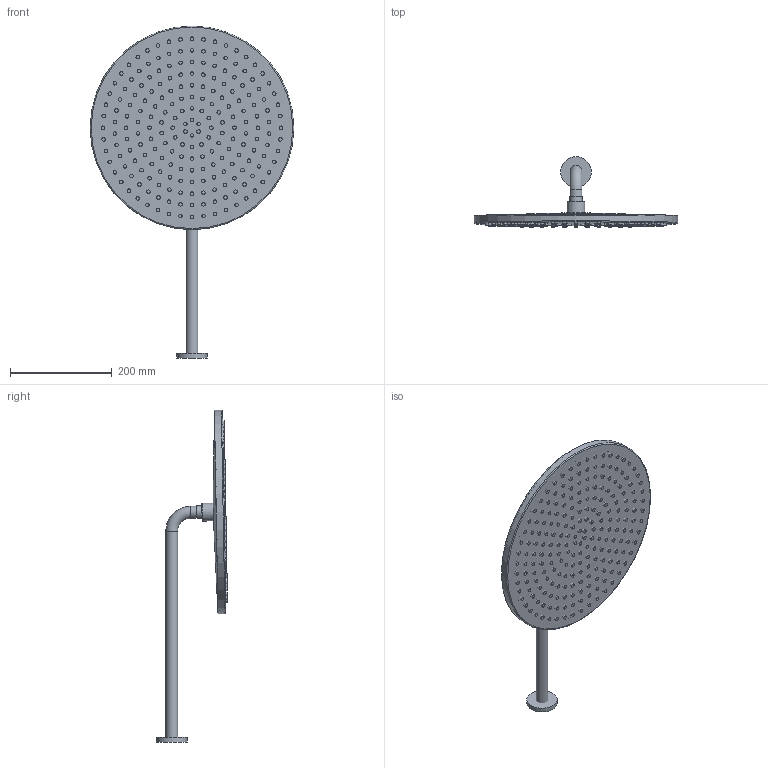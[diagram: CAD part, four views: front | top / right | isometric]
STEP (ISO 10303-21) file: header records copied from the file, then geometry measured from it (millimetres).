
FILE_DESCRIPTION (( 'STEP AP203' ), '1' );
FILE_NAME ('28659970-00.STEP', '2019-07-16T12:30:54', ( '' ), ( '' ), 'SwSTEP 2.0', 'SolidWorks 2017', '' );
FILE_SCHEMA (( 'CONFIG_CONTROL_DESIGN' ));
Length unit declared in the file: millimetre
Products named in the file (8): Planungsmodell_Rosette_rund-+-36.104.820-01_ _K32_60x9; Planungsmodell_Rohr_abgewinkel-+-09.11.06.063.94-01_ _K19_21x410x13x91; Planungsmodell_Rohr_gerade-+-28.568.780-10_ _K95_24,7x45; Planungsmodell_Rohr_gerade-+-28.568.780-10_ _K155_35x31,75; 28659970-00; Planungsmodell_Rohr_gerade-+-28.568.780-10_ _K255_400x15,50; Planungsmodell_Deckel-+-09.11.01.113.90-01_K1; Planungsmodell_Einsatz-+-09.12.01.079.90-01
Assembly tree (7 placements, depth 2):
  28659970-00
    Planungsmodell_Rohr_gerade-+-28.568.780-10_ _K255_400x15,50
    Planungsmodell_Deckel-+-09.11.01.113.90-01_K1
    Planungsmodell_Einsatz-+-09.12.01.079.90-01
    Planungsmodell_Rosette_rund-+-36.104.820-01_ _K32_60x9
    Planungsmodell_Rohr_abgewinkel-+-09.11.06.063.94-01_ _K19_21x410x13x91
    Planungsmodell_Rohr_gerade-+-28.568.780-10_ _K95_24,7x45
    Planungsmodell_Rohr_gerade-+-28.568.780-10_ _K155_35x31,75
Bounding box: 400 x 139.46 x 652.09 mm (x, y, z)
Volume: 3121484.4 mm3; surface area: 811340.5 mm2
Topology: 7 solids, 7 shells, 463 faces, 691 edges, 458 vertices
Faces by surface type: plane 230, cylinder 223, torus 7, cone 3
Full cylindrical faces by diameter (mm): 7 x216, 23.5 x2, 24.7 x1, 35 x1, 60 x1, 365 x1, 400 x1
Entity records: 10044 total; most frequent: DIRECTION 1858, CARTESIAN_POINT 1385, AXIS2_PLACEMENT_3D 929, ORIENTED_EDGE 912, EDGE_LOOP 912, FACE_OUTER_BOUND 693, ADVANCED_FACE 463, VERTEX_POINT 456
